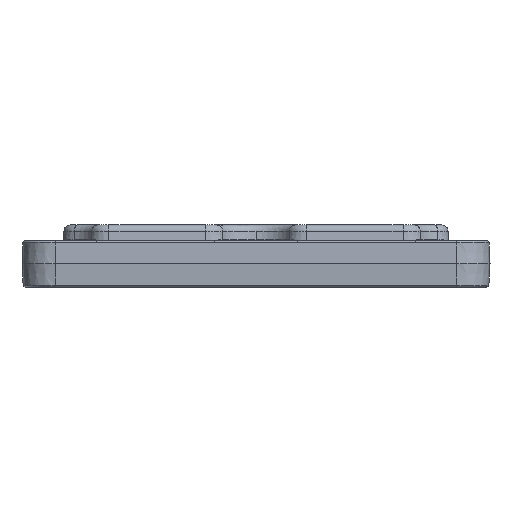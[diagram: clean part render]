
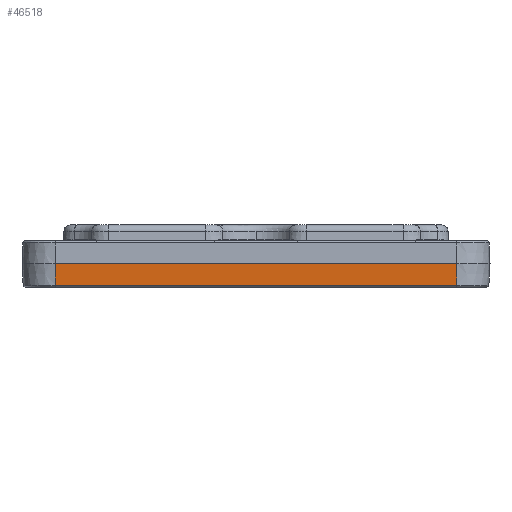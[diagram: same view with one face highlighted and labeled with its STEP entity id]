
A CAD part, left-side view. The second image highlights one B-rep face of the part: STEP entity #46518.
In plain terms, the highlighted planar face has unit normal (-0.999, 0, -0.052).
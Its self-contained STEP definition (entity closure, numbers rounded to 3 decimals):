
#333 = LINE ( 'NONE', #25751, #24250 ) ;
#1510 = CARTESIAN_POINT ( 'NONE',  ( -118., 30., 3.5 ) ) ;
#1521 = AXIS2_PLACEMENT_3D ( 'NONE', #37379, #12515, #20426 ) ;
#2893 = CARTESIAN_POINT ( 'NONE',  ( -118., 30., 3.5 ) ) ;
#2903 = FACE_OUTER_BOUND ( 'NONE', #32205, .T. ) ;
#3008 = LINE ( 'NONE', #54206, #26316 ) ;
#6313 = DIRECTION ( 'NONE',  ( 0., -1., 0. ) ) ;
#6561 = DIRECTION ( 'NONE',  ( -0.052, 0., 0.999 ) ) ;
#8145 = VERTEX_POINT ( 'NONE', #20740 ) ;
#9109 = DIRECTION ( 'NONE',  ( -0.052, 0., 0.999 ) ) ;
#11281 = EDGE_CURVE ( 'NONE', #51226, #26629, #19043, .T. ) ;
#11681 = VERTEX_POINT ( 'NONE', #20112 ) ;
#11695 = VECTOR ( 'NONE', #6313, 1000. ) ;
#12515 = DIRECTION ( 'NONE',  ( -0.999, 0., -0.052 ) ) ;
#14238 = ORIENTED_EDGE ( 'NONE', *, *, #52931, .T. ) ;
#19043 = LINE ( 'NONE', #1510, #11695 ) ;
#20112 = CARTESIAN_POINT ( 'NONE',  ( -117.831, -30., 0.284 ) ) ;
#20158 = PLANE ( 'NONE',  #1521 ) ;
#20426 = DIRECTION ( 'NONE',  ( -0.052, 0., 0.999 ) ) ;
#20481 = CARTESIAN_POINT ( 'NONE',  ( -118., -30., 3.5 ) ) ;
#20740 = CARTESIAN_POINT ( 'NONE',  ( -117.831, 30., 0.284 ) ) ;
#24195 = DIRECTION ( 'NONE',  ( 0., -1., 0. ) ) ;
#24250 = VECTOR ( 'NONE', #9109, 1000. ) ;
#25605 = ORIENTED_EDGE ( 'NONE', *, *, #28055, .T. ) ;
#25751 = CARTESIAN_POINT ( 'NONE',  ( -118., -30., 3.5 ) ) ;
#26316 = VECTOR ( 'NONE', #24195, 1000. ) ;
#26629 = VERTEX_POINT ( 'NONE', #20481 ) ;
#28055 = EDGE_CURVE ( 'NONE', #11681, #26629, #333, .T. ) ;
#28340 = ORIENTED_EDGE ( 'NONE', *, *, #30219, .F. ) ;
#30219 = EDGE_CURVE ( 'NONE', #8145, #51226, #53533, .T. ) ;
#32205 = EDGE_LOOP ( 'NONE', ( #28340, #14238, #25605, #46019 ) ) ;
#36699 = CARTESIAN_POINT ( 'NONE',  ( -118., 30., 3.5 ) ) ;
#36953 = VECTOR ( 'NONE', #6561, 1000. ) ;
#37379 = CARTESIAN_POINT ( 'NONE',  ( -118., 30., 3.5 ) ) ;
#46019 = ORIENTED_EDGE ( 'NONE', *, *, #11281, .F. ) ;
#46518 = ADVANCED_FACE ( 'NONE', ( #2903 ), #20158, .T. ) ;
#51226 = VERTEX_POINT ( 'NONE', #36699 ) ;
#52931 = EDGE_CURVE ( 'NONE', #8145, #11681, #3008, .T. ) ;
#53533 = LINE ( 'NONE', #2893, #36953 ) ;
#54206 = CARTESIAN_POINT ( 'NONE',  ( -117.831, -30., 0.284 ) ) ;
